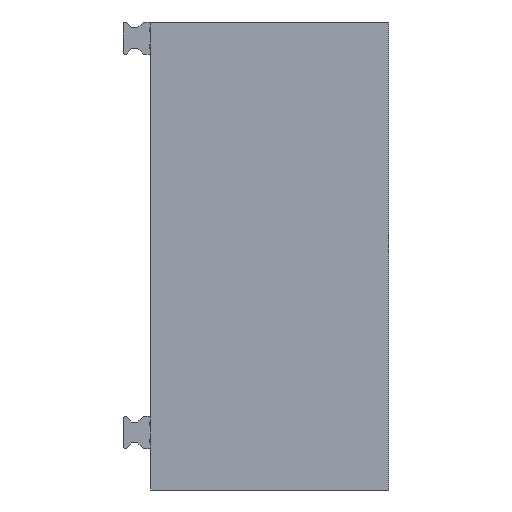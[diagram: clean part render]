
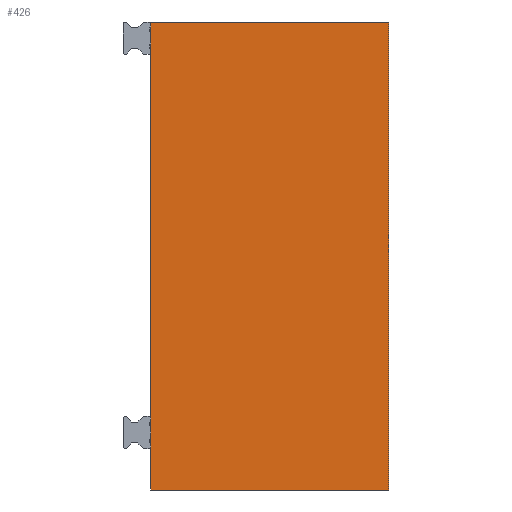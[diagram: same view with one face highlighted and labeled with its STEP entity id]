
A CAD part, front view. The second image highlights one B-rep face of the part: STEP entity #426.
In plain terms, the highlighted planar face has unit normal (0, -1, 0).
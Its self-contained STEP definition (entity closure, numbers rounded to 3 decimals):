
#62 = VERTEX_POINT('',#63);
#63 = CARTESIAN_POINT('',(218.,-1408.296,
    417.371));
#69 = EDGE_CURVE('',#70,#62,#72,.T.);
#70 = VERTEX_POINT('',#71);
#71 = CARTESIAN_POINT('',(218.,-1408.296,
    477.004));
#72 = LINE('',#73,#74);
#73 = CARTESIAN_POINT('',(218.,-1408.296,
    1070.004));
#74 = VECTOR('',#75,1.);
#75 = DIRECTION('',(0.,0.,-1.));
#94 = VERTEX_POINT('',#95);
#95 = CARTESIAN_POINT('',(218.,-1408.296,
    482.254));
#101 = EDGE_CURVE('',#102,#94,#104,.T.);
#102 = VERTEX_POINT('',#103);
#103 = CARTESIAN_POINT('',(218.,-1408.296,
    489.254));
#104 = LINE('',#105,#106);
#105 = CARTESIAN_POINT('',(218.,-1408.296,
    1070.004));
#106 = VECTOR('',#107,1.);
#107 = DIRECTION('',(0.,0.,-1.));
#126 = VERTEX_POINT('',#127);
#127 = CARTESIAN_POINT('',(218.,-1408.296,
    505.754));
#133 = EDGE_CURVE('',#134,#126,#136,.T.);
#134 = VERTEX_POINT('',#135);
#135 = CARTESIAN_POINT('',(218.,-1408.296,
    512.754));
#136 = LINE('',#137,#138);
#137 = CARTESIAN_POINT('',(218.,-1408.296,
    1070.004));
#138 = VECTOR('',#139,1.);
#139 = DIRECTION('',(0.,0.,-1.));
#158 = VERTEX_POINT('',#159);
#159 = CARTESIAN_POINT('',(218.,-1408.296,
    518.004));
#165 = EDGE_CURVE('',#166,#158,#168,.T.);
#166 = VERTEX_POINT('',#167);
#167 = CARTESIAN_POINT('',(218.,-1408.296,
    1027.004));
#168 = LINE('',#169,#170);
#169 = CARTESIAN_POINT('',(218.,-1408.296,
    1070.004));
#170 = VECTOR('',#171,1.);
#171 = DIRECTION('',(0.,0.,-1.));
#190 = VERTEX_POINT('',#191);
#191 = CARTESIAN_POINT('',(218.,-1408.296,
    1032.254));
#197 = EDGE_CURVE('',#198,#190,#200,.T.);
#198 = VERTEX_POINT('',#199);
#199 = CARTESIAN_POINT('',(218.,-1408.296,
    1039.254));
#200 = LINE('',#201,#202);
#201 = CARTESIAN_POINT('',(218.,-1408.296,
    1070.004));
#202 = VECTOR('',#203,1.);
#203 = DIRECTION('',(0.,0.,-1.));
#222 = VERTEX_POINT('',#223);
#223 = CARTESIAN_POINT('',(218.,-1408.296,
    1055.754));
#229 = EDGE_CURVE('',#230,#222,#232,.T.);
#230 = VERTEX_POINT('',#231);
#231 = CARTESIAN_POINT('',(218.,-1408.296,
    1062.754));
#232 = LINE('',#233,#234);
#233 = CARTESIAN_POINT('',(218.,-1408.296,
    1070.004));
#234 = VECTOR('',#235,1.);
#235 = DIRECTION('',(0.,0.,-1.));
#254 = VERTEX_POINT('',#255);
#255 = CARTESIAN_POINT('',(218.,-1408.296,
    1068.004));
#261 = EDGE_CURVE('',#262,#254,#264,.T.);
#262 = VERTEX_POINT('',#263);
#263 = CARTESIAN_POINT('',(218.,-1408.296,
    1070.004));
#264 = LINE('',#265,#266);
#265 = CARTESIAN_POINT('',(218.,-1408.296,
    1070.004));
#266 = VECTOR('',#267,1.);
#267 = DIRECTION('',(0.,0.,-1.));
#348 = EDGE_CURVE('',#349,#262,#351,.T.);
#349 = VERTEX_POINT('',#350);
#350 = CARTESIAN_POINT('',(550.,-1408.296,1070.004));
#351 = LINE('',#352,#353);
#352 = CARTESIAN_POINT('',(218.,-1408.296,
    1070.004));
#353 = VECTOR('',#354,1.);
#354 = DIRECTION('',(-1.,0.,0.));
#406 = VERTEX_POINT('',#407);
#407 = CARTESIAN_POINT('',(550.,-1408.296,417.371));
#413 = EDGE_CURVE('',#62,#406,#414,.T.);
#414 = LINE('',#415,#416);
#415 = CARTESIAN_POINT('',(346.5,-1408.296,
    417.371));
#416 = VECTOR('',#417,1.);
#417 = DIRECTION('',(1.,0.,0.));
#426 = ADVANCED_FACE('',(#427),#480,.T.);
#427 = FACE_BOUND('',#428,.T.);
#428 = EDGE_LOOP('',(#429,#430,#436,#437,#443,#444,#450,#451,#457,#458,
    #464,#465,#471,#472,#473,#479));
#429 = ORIENTED_EDGE('',*,*,#261,.T.);
#430 = ORIENTED_EDGE('',*,*,#431,.T.);
#431 = EDGE_CURVE('',#254,#230,#432,.T.);
#432 = LINE('',#433,#434);
#433 = CARTESIAN_POINT('',(218.,-1408.296,
    1070.004));
#434 = VECTOR('',#435,1.);
#435 = DIRECTION('',(0.,0.,-1.));
#436 = ORIENTED_EDGE('',*,*,#229,.T.);
#437 = ORIENTED_EDGE('',*,*,#438,.T.);
#438 = EDGE_CURVE('',#222,#198,#439,.T.);
#439 = LINE('',#440,#441);
#440 = CARTESIAN_POINT('',(218.,-1408.296,
    1070.004));
#441 = VECTOR('',#442,1.);
#442 = DIRECTION('',(0.,0.,-1.));
#443 = ORIENTED_EDGE('',*,*,#197,.T.);
#444 = ORIENTED_EDGE('',*,*,#445,.T.);
#445 = EDGE_CURVE('',#190,#166,#446,.T.);
#446 = LINE('',#447,#448);
#447 = CARTESIAN_POINT('',(218.,-1408.296,
    1070.004));
#448 = VECTOR('',#449,1.);
#449 = DIRECTION('',(0.,0.,-1.));
#450 = ORIENTED_EDGE('',*,*,#165,.T.);
#451 = ORIENTED_EDGE('',*,*,#452,.T.);
#452 = EDGE_CURVE('',#158,#134,#453,.T.);
#453 = LINE('',#454,#455);
#454 = CARTESIAN_POINT('',(218.,-1408.296,
    1070.004));
#455 = VECTOR('',#456,1.);
#456 = DIRECTION('',(0.,0.,-1.));
#457 = ORIENTED_EDGE('',*,*,#133,.T.);
#458 = ORIENTED_EDGE('',*,*,#459,.T.);
#459 = EDGE_CURVE('',#126,#102,#460,.T.);
#460 = LINE('',#461,#462);
#461 = CARTESIAN_POINT('',(218.,-1408.296,
    1070.004));
#462 = VECTOR('',#463,1.);
#463 = DIRECTION('',(0.,0.,-1.));
#464 = ORIENTED_EDGE('',*,*,#101,.T.);
#465 = ORIENTED_EDGE('',*,*,#466,.T.);
#466 = EDGE_CURVE('',#94,#70,#467,.T.);
#467 = LINE('',#468,#469);
#468 = CARTESIAN_POINT('',(218.,-1408.296,
    1070.004));
#469 = VECTOR('',#470,1.);
#470 = DIRECTION('',(0.,0.,-1.));
#471 = ORIENTED_EDGE('',*,*,#69,.T.);
#472 = ORIENTED_EDGE('',*,*,#413,.T.);
#473 = ORIENTED_EDGE('',*,*,#474,.T.);
#474 = EDGE_CURVE('',#406,#349,#475,.T.);
#475 = LINE('',#476,#477);
#476 = CARTESIAN_POINT('',(550.,-1408.296,520.004));
#477 = VECTOR('',#478,1.);
#478 = DIRECTION('',(0.,0.,1.));
#479 = ORIENTED_EDGE('',*,*,#348,.T.);
#480 = PLANE('',#481);
#481 = AXIS2_PLACEMENT_3D('',#482,#483,#484);
#482 = CARTESIAN_POINT('',(346.5,-1408.296,
    960.004));
#483 = DIRECTION('',(0.,-1.,0.));
#484 = DIRECTION('',(1.,0.,0.));
